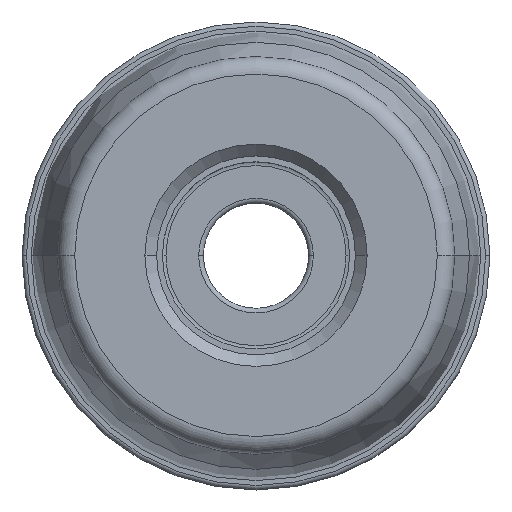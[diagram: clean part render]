
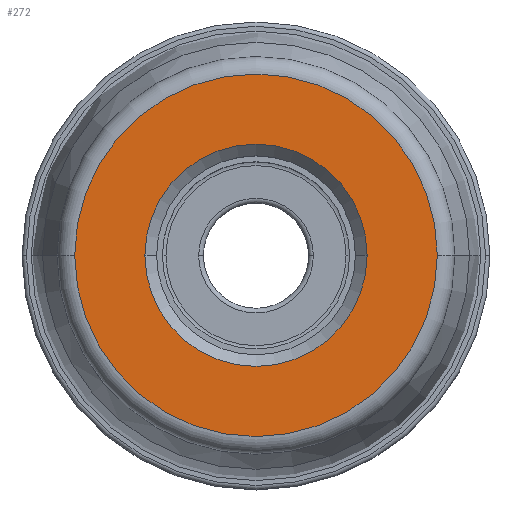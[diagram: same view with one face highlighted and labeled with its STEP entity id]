
A CAD part, top view. The second image highlights one B-rep face of the part: STEP entity #272.
In plain terms, the highlighted planar face has unit normal (0, 0, 1).
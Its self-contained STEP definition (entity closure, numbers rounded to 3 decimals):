
#272=ADVANCED_FACE('',(#318,#319),#306,.F.);
#306=PLANE('',#1881);
#318=FACE_BOUND('',#392,.T.);
#319=FACE_BOUND('',#393,.T.);
#392=EDGE_LOOP('',(#732,#733,#734,#735));
#393=EDGE_LOOP('',(#736,#737));
#732=ORIENTED_EDGE('',*,*,#1171,.T.);
#733=ORIENTED_EDGE('',*,*,#1168,.T.);
#734=ORIENTED_EDGE('',*,*,#1167,.F.);
#735=ORIENTED_EDGE('',*,*,#1172,.T.);
#736=ORIENTED_EDGE('',*,*,#1173,.T.);
#737=ORIENTED_EDGE('',*,*,#1174,.T.);
#970=VERTEX_POINT('',#3005);
#971=VERTEX_POINT('',#3006);
#972=VERTEX_POINT('',#3008);
#973=VERTEX_POINT('',#3013);
#974=VERTEX_POINT('',#3017);
#975=VERTEX_POINT('',#3018);
#1167=EDGE_CURVE('',#970,#971,#1379,.T.);
#1168=EDGE_CURVE('',#972,#971,#1380,.T.);
#1171=EDGE_CURVE('',#973,#972,#1383,.T.);
#1172=EDGE_CURVE('',#970,#973,#1384,.T.);
#1173=EDGE_CURVE('',#974,#975,#1385,.T.);
#1174=EDGE_CURVE('',#975,#974,#1386,.T.);
#1379=CIRCLE('',#1871,15.5);
#1380=CIRCLE('',#1872,15.5);
#1383=CIRCLE('',#1876,15.5);
#1384=CIRCLE('',#1877,15.5);
#1385=CIRCLE('',#1879,9.5);
#1386=CIRCLE('',#1880,9.5);
#1871=AXIS2_PLACEMENT_3D('',#3004,#2403,#2404);
#1872=AXIS2_PLACEMENT_3D('',#3007,#2405,#2406);
#1876=AXIS2_PLACEMENT_3D('',#3012,#2413,#2414);
#1877=AXIS2_PLACEMENT_3D('',#3014,#2415,#2416);
#1879=AXIS2_PLACEMENT_3D('',#3016,#2419,#2420);
#1880=AXIS2_PLACEMENT_3D('',#3019,#2421,#2422);
#1881=AXIS2_PLACEMENT_3D('',#3020,#2423,#2424);
#2403=DIRECTION('',(0.,0.,-1.));
#2404=DIRECTION('',(1.,0.001,0.));
#2405=DIRECTION('',(0.,0.,1.));
#2406=DIRECTION('',(1.,0.001,0.));
#2413=DIRECTION('',(0.,0.,1.));
#2414=DIRECTION('',(-1.,-0.001,0.));
#2415=DIRECTION('',(0.,0.,1.));
#2416=DIRECTION('',(-1.,0.,0.));
#2419=DIRECTION('',(0.,0.,-1.));
#2420=DIRECTION('',(-1.,0.,0.));
#2421=DIRECTION('',(0.,0.,-1.));
#2422=DIRECTION('',(1.,0.,0.));
#2423=DIRECTION('',(0.,0.,-1.));
#2424=DIRECTION('',(1.,0.,0.));
#3004=CARTESIAN_POINT('',(0.,0.,0.));
#3005=CARTESIAN_POINT('',(-15.5,0.,0.));
#3006=CARTESIAN_POINT('',(15.5,0.015,0.));
#3007=CARTESIAN_POINT('',(0.,0.,0.));
#3008=CARTESIAN_POINT('',(15.5,0.,0.));
#3012=CARTESIAN_POINT('',(0.,0.,0.));
#3013=CARTESIAN_POINT('',(-15.5,-0.015,0.));
#3014=CARTESIAN_POINT('',(0.,0.,0.));
#3016=CARTESIAN_POINT('',(0.,0.,0.));
#3017=CARTESIAN_POINT('',(-9.5,0.,0.));
#3018=CARTESIAN_POINT('',(9.5,0.,0.));
#3019=CARTESIAN_POINT('',(0.,0.,0.));
#3020=CARTESIAN_POINT('',(0.,0.,0.));
